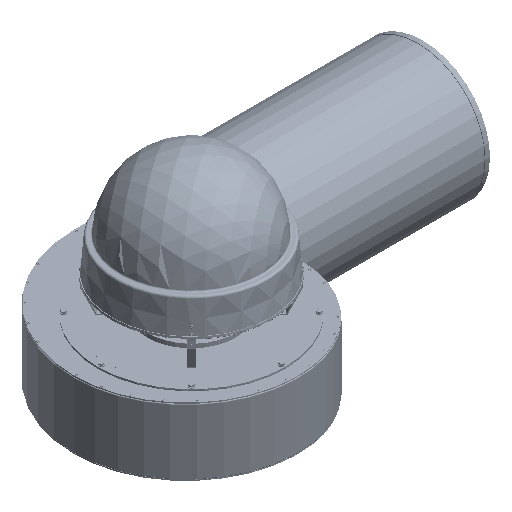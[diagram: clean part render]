
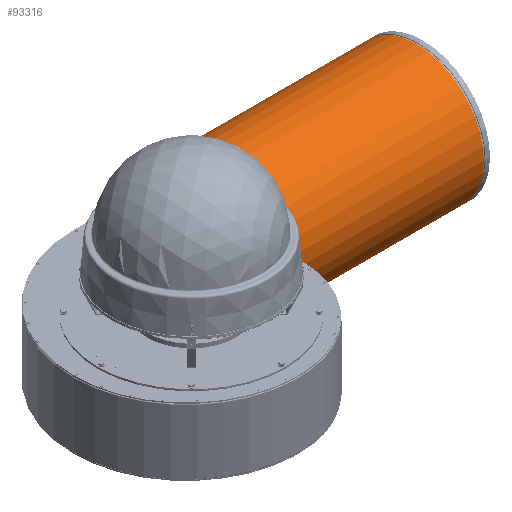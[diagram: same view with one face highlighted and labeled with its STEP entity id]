
A CAD part, isometric view. The second image highlights one B-rep face of the part: STEP entity #93316.
In plain terms, the highlighted cylindrical face has radius 154.25 mm (diameter 308.5 mm), a full revolution.
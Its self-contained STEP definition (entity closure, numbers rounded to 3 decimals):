
#11731=FACE_OUTER_BOUND('',#17417,.T.);
#17417=EDGE_LOOP('',(#75398,#75399,#75400,#75401,#75402,#75403));
#25159=LINE('',#161714,#31819);
#31819=VECTOR('',#115639,154.25);
#34455=CIRCLE('',#99003,154.25);
#34457=CIRCLE('',#99005,154.25);
#34458=CIRCLE('',#99007,154.25);
#34459=CIRCLE('',#99008,154.25);
#42593=VERTEX_POINT('',#161704);
#42594=VERTEX_POINT('',#161705);
#42595=VERTEX_POINT('',#161710);
#42596=VERTEX_POINT('',#161711);
#53944=EDGE_CURVE('',#42593,#42594,#34455,.T.);
#53946=EDGE_CURVE('',#42594,#42593,#34457,.T.);
#53947=EDGE_CURVE('',#42595,#42596,#34458,.T.);
#53948=EDGE_CURVE('',#42596,#42595,#34459,.T.);
#53949=EDGE_CURVE('',#42596,#42594,#25159,.T.);
#75398=ORIENTED_EDGE('',*,*,#53947,.F.);
#75399=ORIENTED_EDGE('',*,*,#53948,.F.);
#75400=ORIENTED_EDGE('',*,*,#53949,.T.);
#75401=ORIENTED_EDGE('',*,*,#53946,.T.);
#75402=ORIENTED_EDGE('',*,*,#53944,.T.);
#75403=ORIENTED_EDGE('',*,*,#53949,.F.);
#83952=CYLINDRICAL_SURFACE('',#99006,154.25);
#93316=ADVANCED_FACE('',(#11731),#83952,.T.);
#99003=AXIS2_PLACEMENT_3D('',#161706,#115627,#115628);
#99005=AXIS2_PLACEMENT_3D('',#161708,#115631,#115632);
#99006=AXIS2_PLACEMENT_3D('',#161709,#115633,#115634);
#99007=AXIS2_PLACEMENT_3D('',#161712,#115635,#115636);
#99008=AXIS2_PLACEMENT_3D('',#161713,#115637,#115638);
#115627=DIRECTION('center_axis',(-1.,0.,0.));
#115628=DIRECTION('ref_axis',(0.,-1.,0.));
#115631=DIRECTION('center_axis',(-1.,0.,0.));
#115632=DIRECTION('ref_axis',(0.,-1.,0.));
#115633=DIRECTION('center_axis',(-1.,0.,0.));
#115634=DIRECTION('ref_axis',(0.,-1.,0.));
#115635=DIRECTION('center_axis',(-1.,0.,0.));
#115636=DIRECTION('ref_axis',(0.,-1.,0.));
#115637=DIRECTION('center_axis',(-1.,0.,0.));
#115638=DIRECTION('ref_axis',(0.,-1.,0.));
#115639=DIRECTION('',(1.,0.,0.));
#161704=CARTESIAN_POINT('',(702.45,207.05,-229.25));
#161705=CARTESIAN_POINT('',(702.45,361.3,-75.));
#161706=CARTESIAN_POINT('Origin',(702.45,207.05,-75.));
#161708=CARTESIAN_POINT('Origin',(702.45,207.05,-75.));
#161709=CARTESIAN_POINT('Origin',(466.7,207.05,-75.));
#161710=CARTESIAN_POINT('',(230.95,207.05,-229.25));
#161711=CARTESIAN_POINT('',(230.95,361.3,-75.));
#161712=CARTESIAN_POINT('Origin',(230.95,207.05,-75.));
#161713=CARTESIAN_POINT('Origin',(230.95,207.05,-75.));
#161714=CARTESIAN_POINT('',(466.7,361.3,-75.));
